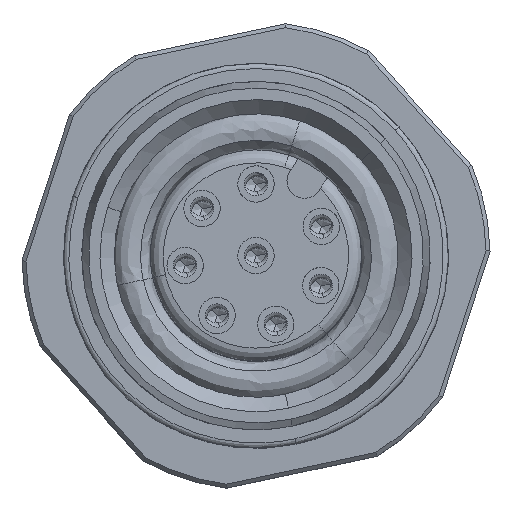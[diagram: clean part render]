
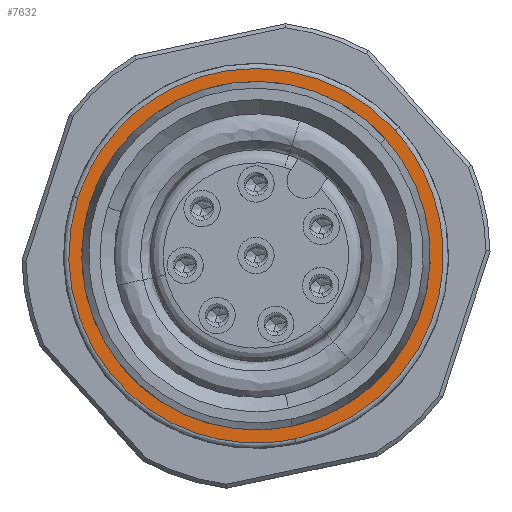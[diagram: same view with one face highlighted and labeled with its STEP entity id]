
A CAD part, top view. The second image highlights one B-rep face of the part: STEP entity #7632.
In plain terms, the highlighted planar face has unit normal (0, 0, 1).
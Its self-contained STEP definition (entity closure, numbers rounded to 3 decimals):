
#7563=AXIS2_PLACEMENT_3D('Plane Axis2P3D',#7560,#7561,#7562) ;
#7412=CARTESIAN_POINT('Vertex',(2.15,11.154,34.9)) ;
#7419=CARTESIAN_POINT('Vertex',(10.495,1.887,34.9)) ;
#7423=CARTESIAN_POINT('Control Point',(2.15,11.154,34.9)) ;
#7424=CARTESIAN_POINT('Control Point',(-1.703,-0.706,34.9)) ;
#7425=CARTESIAN_POINT('Control Point',(10.495,1.887,34.9)) ;
#7445=CARTESIAN_POINT('Control Point',(14.349,13.747,34.9)) ;
#7446=CARTESIAN_POINT('Control Point',(6.004,23.015,34.9)) ;
#7447=CARTESIAN_POINT('Control Point',(2.15,11.154,34.9)) ;
#7448=CARTESIAN_POINT('Vertex',(14.349,13.747,34.9)) ;
#7474=CARTESIAN_POINT('Control Point',(10.495,1.887,34.9)) ;
#7475=CARTESIAN_POINT('Control Point',(22.693,4.479,34.9)) ;
#7476=CARTESIAN_POINT('Control Point',(14.349,13.747,34.9)) ;
#7560=CARTESIAN_POINT('Axis2P3D Location',(15.098,18.323,34.9)) ;
#7571=CARTESIAN_POINT('Control Point',(10.391,2.376,34.9)) ;
#7572=CARTESIAN_POINT('Control Point',(9.73,2.235,34.9)) ;
#7573=CARTESIAN_POINT('Control Point',(9.012,2.17,34.9)) ;
#7574=CARTESIAN_POINT('Control Point',(8.251,2.203,34.9)) ;
#7575=CARTESIAN_POINT('Control Point',(6.648,2.518,34.9)) ;
#7576=CARTESIAN_POINT('Control Point',(5.132,3.348,34.9)) ;
#7577=CARTESIAN_POINT('Control Point',(4.418,3.914,34.9)) ;
#7578=CARTESIAN_POINT('Control Point',(3.187,5.298,34.9)) ;
#7579=CARTESIAN_POINT('Control Point',(2.491,6.977,34.9)) ;
#7580=CARTESIAN_POINT('Control Point',(2.298,7.861,34.9)) ;
#7581=CARTESIAN_POINT('Control Point',(2.234,9.055,34.9)) ;
#7582=CARTESIAN_POINT('Control Point',(2.4,10.149,34.9)) ;
#7583=CARTESIAN_POINT('Control Point',(2.462,10.444,34.9)) ;
#7584=CARTESIAN_POINT('Control Point',(2.538,10.728,34.9)) ;
#7585=CARTESIAN_POINT('Control Point',(2.626,11.,34.9)) ;
#7586=CARTESIAN_POINT('Vertex',(10.391,2.376,34.9)) ;
#7588=CARTESIAN_POINT('Vertex',(2.626,11.,34.9)) ;
#7592=CARTESIAN_POINT('Control Point',(2.626,11.,34.9)) ;
#7593=CARTESIAN_POINT('Control Point',(2.835,11.643,34.9)) ;
#7594=CARTESIAN_POINT('Control Point',(3.137,12.297,34.9)) ;
#7595=CARTESIAN_POINT('Control Point',(3.546,12.939,34.9)) ;
#7596=CARTESIAN_POINT('Control Point',(4.621,14.17,34.9)) ;
#7597=CARTESIAN_POINT('Control Point',(6.098,15.068,34.9)) ;
#7598=CARTESIAN_POINT('Control Point',(6.945,15.403,34.9)) ;
#7599=CARTESIAN_POINT('Control Point',(8.759,15.778,34.9)) ;
#7600=CARTESIAN_POINT('Control Point',(10.561,15.54,34.9)) ;
#7601=CARTESIAN_POINT('Control Point',(11.423,15.266,34.9)) ;
#7602=CARTESIAN_POINT('Control Point',(12.489,14.724,34.9)) ;
#7603=CARTESIAN_POINT('Control Point',(13.354,14.034,34.9)) ;
#7604=CARTESIAN_POINT('Control Point',(13.578,13.833,34.9)) ;
#7605=CARTESIAN_POINT('Control Point',(13.786,13.625,34.9)) ;
#7606=CARTESIAN_POINT('Control Point',(13.977,13.412,34.9)) ;
#7607=CARTESIAN_POINT('Vertex',(13.977,13.412,34.9)) ;
#7611=CARTESIAN_POINT('Control Point',(13.977,13.412,34.9)) ;
#7612=CARTESIAN_POINT('Control Point',(14.43,12.91,34.9)) ;
#7613=CARTESIAN_POINT('Control Point',(14.845,12.321,34.9)) ;
#7614=CARTESIAN_POINT('Control Point',(15.197,11.646,34.9)) ;
#7615=CARTESIAN_POINT('Control Point',(15.726,10.099,34.9)) ;
#7616=CARTESIAN_POINT('Control Point',(15.764,8.372,34.9)) ;
#7617=CARTESIAN_POINT('Control Point',(15.631,7.47,34.9)) ;
#7618=CARTESIAN_POINT('Control Point',(15.049,5.712,34.9)) ;
#7619=CARTESIAN_POINT('Control Point',(13.942,4.27,34.9)) ;
#7620=CARTESIAN_POINT('Control Point',(13.274,3.661,34.9)) ;
#7621=CARTESIAN_POINT('Control Point',(12.271,3.009,34.9)) ;
#7622=CARTESIAN_POINT('Control Point',(11.241,2.605,34.9)) ;
#7623=CARTESIAN_POINT('Control Point',(10.954,2.511,34.9)) ;
#7624=CARTESIAN_POINT('Control Point',(10.671,2.435,34.9)) ;
#7625=CARTESIAN_POINT('Control Point',(10.391,2.376,34.9)) ;
#7561=DIRECTION('Axis2P3D Direction',(0.,0.,1.)) ;
#7562=DIRECTION('Axis2P3D XDirection',(-0.978,-0.208,0.)) ;
#7566=ORIENTED_EDGE('',*,*,#7477,.T.) ;
#7567=ORIENTED_EDGE('',*,*,#7450,.T.) ;
#7568=ORIENTED_EDGE('',*,*,#7426,.T.) ;
#7628=ORIENTED_EDGE('',*,*,#7590,.T.) ;
#7629=ORIENTED_EDGE('',*,*,#7609,.T.) ;
#7630=ORIENTED_EDGE('',*,*,#7626,.T.) ;
#7631=FACE_BOUND('',#7627,.T.) ;
#7632=ADVANCED_FACE('Hauptk\X2\00F6\X0\rper',(#7569,#7631),#7564,.T.) ;
#7570=B_SPLINE_CURVE_WITH_KNOTS('',5,(#7571,#7572,#7573,#7574,#7575,#7576,#7577,#7578,#7579,#7580,#7581,#7582,#7583,#7584,#7585),.UNSPECIFIED.,.F.,.U.,(6,3,3,3,6),(0.,7.561,15.617,23.951,27.149),.UNSPECIFIED.) ;
#7591=B_SPLINE_CURVE_WITH_KNOTS('',5,(#7592,#7593,#7594,#7595,#7596,#7597,#7598,#7599,#7600,#7601,#7602,#7603,#7604,#7605,#7606),.UNSPECIFIED.,.F.,.U.,(6,3,3,3,6),(0.,7.561,15.617,23.951,27.149),.UNSPECIFIED.) ;
#7610=B_SPLINE_CURVE_WITH_KNOTS('',5,(#7611,#7612,#7613,#7614,#7615,#7616,#7617,#7618,#7619,#7620,#7621,#7622,#7623,#7624,#7625),.UNSPECIFIED.,.F.,.U.,(6,3,3,3,6),(0.,7.561,15.617,23.951,27.149),.UNSPECIFIED.) ;
#7426=EDGE_CURVE('',#7413,#7420,#7422,.T.) ;
#7450=EDGE_CURVE('',#7449,#7413,#7444,.T.) ;
#7477=EDGE_CURVE('',#7420,#7449,#7473,.T.) ;
#7590=EDGE_CURVE('',#7587,#7589,#7570,.T.) ;
#7609=EDGE_CURVE('',#7589,#7608,#7591,.T.) ;
#7626=EDGE_CURVE('',#7608,#7587,#7610,.T.) ;
#7565=EDGE_LOOP('',(#7566,#7567,#7568)) ;
#7627=EDGE_LOOP('',(#7628,#7629,#7630)) ;
#7569=FACE_OUTER_BOUND('',#7565,.T.) ;
#7564=PLANE('',#7563) ;
#7413=VERTEX_POINT('',#7412) ;
#7420=VERTEX_POINT('',#7419) ;
#7449=VERTEX_POINT('',#7448) ;
#7587=VERTEX_POINT('',#7586) ;
#7589=VERTEX_POINT('',#7588) ;
#7608=VERTEX_POINT('',#7607) ;
#7422=(BOUNDED_CURVE()B_SPLINE_CURVE(2,(#7423,#7424,#7425),.UNSPECIFIED.,.F.,.U.)B_SPLINE_CURVE_WITH_KNOTS((3,3),(50.807,76.21),.UNSPECIFIED.)CURVE()GEOMETRIC_REPRESENTATION_ITEM()RATIONAL_B_SPLINE_CURVE((1.,0.5,1.))REPRESENTATION_ITEM('')) ;
#7444=(BOUNDED_CURVE()B_SPLINE_CURVE(2,(#7445,#7446,#7447),.UNSPECIFIED.,.F.,.U.)B_SPLINE_CURVE_WITH_KNOTS((3,3),(25.403,50.807),.UNSPECIFIED.)CURVE()GEOMETRIC_REPRESENTATION_ITEM()RATIONAL_B_SPLINE_CURVE((1.,0.5,1.))REPRESENTATION_ITEM('')) ;
#7473=(BOUNDED_CURVE()B_SPLINE_CURVE(2,(#7474,#7475,#7476),.UNSPECIFIED.,.F.,.U.)B_SPLINE_CURVE_WITH_KNOTS((3,3),(0.,25.403),.UNSPECIFIED.)CURVE()GEOMETRIC_REPRESENTATION_ITEM()RATIONAL_B_SPLINE_CURVE((1.,0.5,1.))REPRESENTATION_ITEM('')) ;
